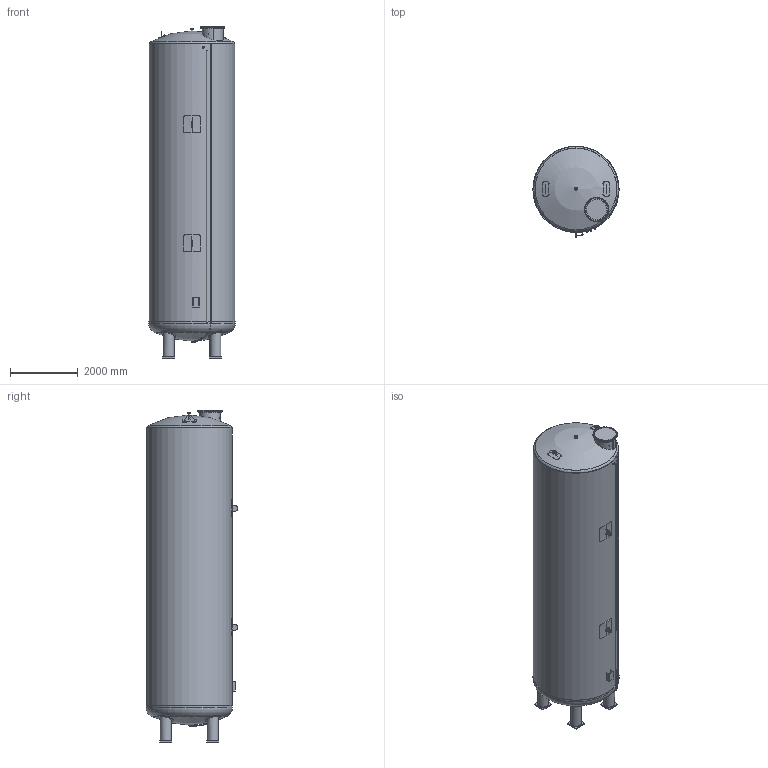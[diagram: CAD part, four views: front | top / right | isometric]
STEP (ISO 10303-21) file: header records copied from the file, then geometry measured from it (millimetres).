
FILE_DESCRIPTION((''),'2;1');
FILE_NAME('Z-38_12-260_Behälter_ø2500_040m³_Dichte=1,0.stp','2014-02-18T15:31:40',('yh'),(''),'Autodesk Inventor 2012','Autodesk Inventor 2012','');
FILE_SCHEMA(('AUTOMOTIVE_DESIGN { 1 0 10303 214 1 1 1 1 }'));
Length unit declared in the file: millimetre
Products named in the file (1): Z-38_12-260_Behälter_ø2500_040m³_Dichte=1,0
Bounding box: 2540 x 2700 x 9768.78 mm (x, y, z)
Volume: 42759496785.5 mm3; surface area: 99729500.1 mm2
Topology: 17 solids, 21 shells, 1242 faces, 2866 edges, 1811 vertices
Faces by surface type: plane 744, cone 298, cylinder 164, sphere 20, torus 16
Full cylindrical faces by diameter (mm): 14 x1, 16 x64, 21.3 x3, 22.5 x32, 33.7 x1, 39.5 x1, 48.3 x1, 60.3 x2, 66.3 x1, 82.3 x1, 200 x4, 306.9 x4, 323.9 x4, 450 x4, 598 x1, 610 x1, 660 x1, 720 x2, 2516 x1, 2540 x1
Entity records: 36291 total; most frequent: CARTESIAN_POINT 9979, ORIENTED_EDGE 5170, DIRECTION 4836, EDGE_CURVE 2585, AXIS2_PLACEMENT_3D 1901, VERTEX_POINT 1758, EDGE_LOOP 1710, FACE_OUTER_BOUND 1242
